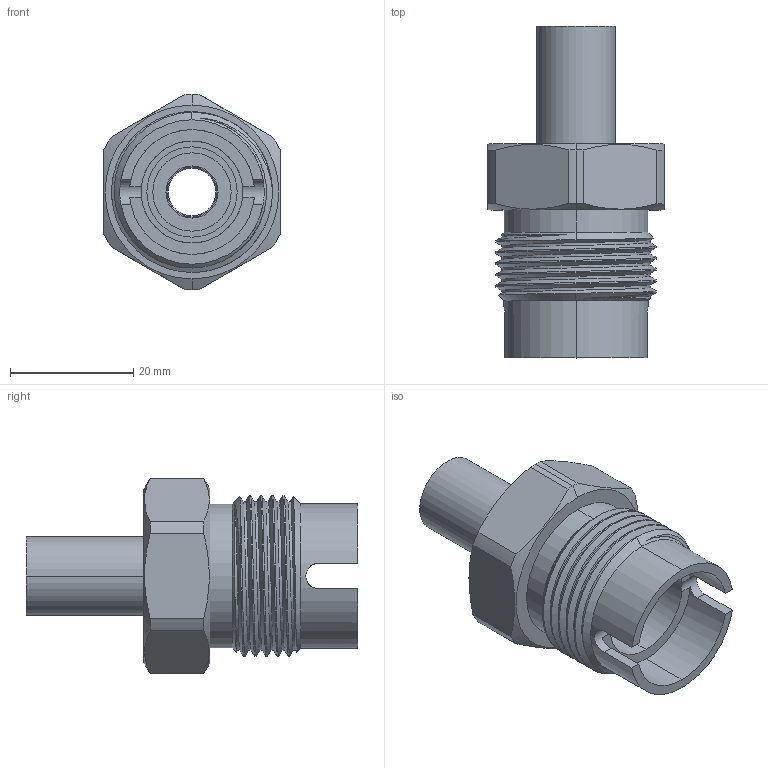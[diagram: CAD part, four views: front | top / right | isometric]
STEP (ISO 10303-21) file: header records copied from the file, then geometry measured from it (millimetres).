
FILE_DESCRIPTION (( 'STEP AP203' ), '1' );
FILE_NAME ('AD-632MSS-8TS.STEP', '2025-08-06T12:24:49', ( '' ), ( '' ), 'SwSTEP 2.0', 'SolidWorks 2018', '' );
FILE_SCHEMA (( 'CONFIG_CONTROL_DESIGN' ));
Length unit declared in the file: inch
Products named in the file (1): AD-632MSS-8TS
Bounding box: 28.57 x 53.85 x 31.75 mm (x, y, z)
Volume: 14356.7 mm3; surface area: 7265.9 mm2
Topology: 1 solids, 1 shells, 167 faces, 443 edges, 292 vertices
Faces by surface type: plane 60, bspline 55, cylinder 40, cone 12
Entity records: 10408 total; most frequent: CARTESIAN_POINT 6601, ORIENTED_EDGE 886, DIRECTION 585, EDGE_CURVE 443, VERTEX_POINT 292, VECTOR 215, LINE 215, AXIS2_PLACEMENT_3D 185
